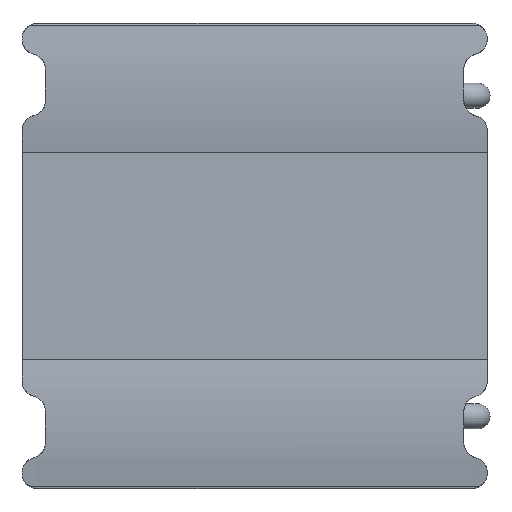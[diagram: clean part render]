
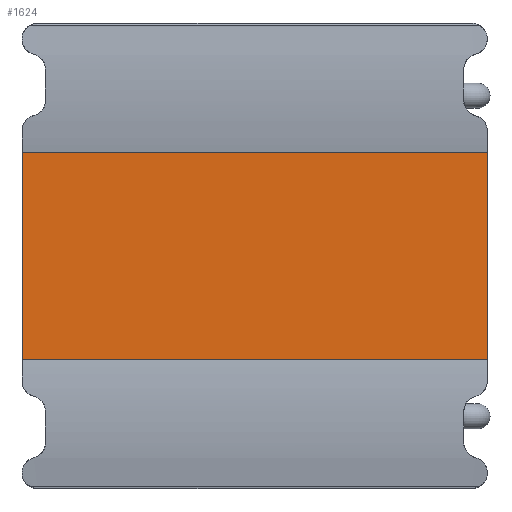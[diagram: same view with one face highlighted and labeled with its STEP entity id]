
A CAD part, top view. The second image highlights one B-rep face of the part: STEP entity #1624.
In plain terms, the highlighted planar face has unit normal (0, 0, 1).
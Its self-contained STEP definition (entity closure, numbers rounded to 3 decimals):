
#253=FACE_OUTER_BOUND('',#2284,.T.);
#690=LINE('',#9666,#1046);
#691=LINE('',#9669,#1047);
#692=LINE('',#9671,#1048);
#693=LINE('',#9673,#1049);
#1046=VECTOR('',#6412,1.);
#1047=VECTOR('',#6413,1.);
#1048=VECTOR('',#6414,1.);
#1049=VECTOR('',#6415,1.);
#1624=ADVANCED_FACE('',(#253),#1946,.T.);
#1946=PLANE('',#5823);
#2284=EDGE_LOOP('',(#2828,#2829,#2830,#2831));
#2828=ORIENTED_EDGE('',*,*,#4813,.T.);
#2829=ORIENTED_EDGE('',*,*,#4814,.T.);
#2830=ORIENTED_EDGE('',*,*,#4815,.T.);
#2831=ORIENTED_EDGE('',*,*,#4816,.F.);
#4252=VERTEX_POINT('',#9667);
#4253=VERTEX_POINT('',#9668);
#4254=VERTEX_POINT('',#9670);
#4255=VERTEX_POINT('',#9672);
#4813=EDGE_CURVE('',#4252,#4253,#690,.T.);
#4814=EDGE_CURVE('',#4253,#4254,#691,.T.);
#4815=EDGE_CURVE('',#4254,#4255,#692,.T.);
#4816=EDGE_CURVE('',#4252,#4255,#693,.T.);
#5823=AXIS2_PLACEMENT_3D('',#9674,#6416,#6417);
#6412=DIRECTION('',(0.,1.,0.));
#6413=DIRECTION('',(-1.,0.,0.));
#6414=DIRECTION('',(0.,-1.,0.));
#6415=DIRECTION('',(-1.,0.,0.));
#6416=DIRECTION('',(0.,0.,1.));
#6417=DIRECTION('',(1.,0.,0.));
#9666=CARTESIAN_POINT('',(2.975,-1.6,1.35));
#9667=CARTESIAN_POINT('',(2.975,-1.329,1.35));
#9668=CARTESIAN_POINT('',(2.975,1.329,1.35));
#9669=CARTESIAN_POINT('',(3.,1.329,1.35));
#9670=CARTESIAN_POINT('',(-2.975,1.329,1.35));
#9671=CARTESIAN_POINT('',(-2.975,1.6,1.35));
#9672=CARTESIAN_POINT('',(-2.975,-1.329,1.35));
#9673=CARTESIAN_POINT('',(3.,-1.329,1.35));
#9674=CARTESIAN_POINT('',(-2.775,1.6,1.35));
